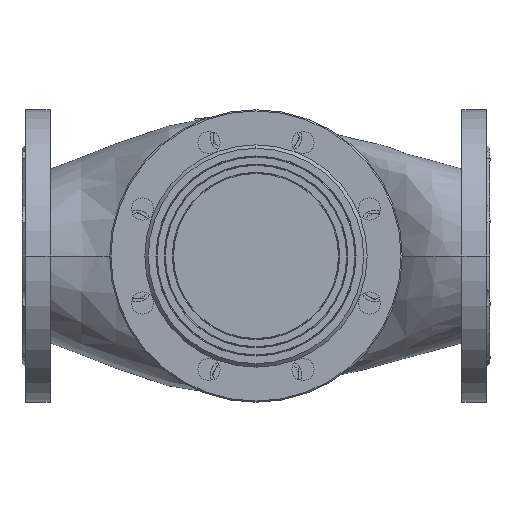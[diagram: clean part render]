
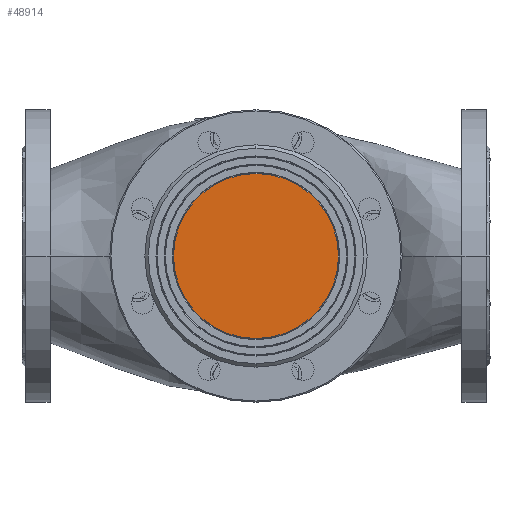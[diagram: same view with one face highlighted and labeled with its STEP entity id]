
A CAD part, front view. The second image highlights one B-rep face of the part: STEP entity #48914.
In plain terms, the highlighted planar face has unit normal (0, -1, 0).
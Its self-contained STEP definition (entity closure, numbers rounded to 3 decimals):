
#2239 = CARTESIAN_POINT ( 'NONE',  ( 0., -377.233, -70.5 ) ) ;
#7547 = VERTEX_POINT ( 'NONE', #20915 ) ;
#16537 = DIRECTION ( 'NONE',  ( 0., 0., 1. ) ) ;
#19378 = PLANE ( 'NONE',  #40086 ) ;
#20915 = CARTESIAN_POINT ( 'NONE',  ( 0., -377.233, 70.5 ) ) ;
#21997 = AXIS2_PLACEMENT_3D ( 'NONE', #43472, #34898, #47811 ) ;
#27792 = DIRECTION ( 'NONE',  ( 0., 0., -1. ) ) ;
#28186 = VERTEX_POINT ( 'NONE', #2239 ) ;
#32249 = CIRCLE ( 'NONE', #42435, 70.5 ) ;
#33354 = EDGE_CURVE ( 'NONE', #28186, #7547, #32249, .T. ) ;
#34898 = DIRECTION ( 'NONE',  ( 0., -1., 0. ) ) ;
#35663 = FACE_OUTER_BOUND ( 'NONE', #38129, .T. ) ;
#36120 = CIRCLE ( 'NONE', #21997, 70.5 ) ;
#37534 = EDGE_CURVE ( 'NONE', #7547, #28186, #36120, .T. ) ;
#38129 = EDGE_LOOP ( 'NONE', ( #46921, #42721 ) ) ;
#40086 = AXIS2_PLACEMENT_3D ( 'NONE', #48517, #53108, #27792 ) ;
#41505 = CARTESIAN_POINT ( 'NONE',  ( 0., -377.233, 0. ) ) ;
#42435 = AXIS2_PLACEMENT_3D ( 'NONE', #41505, #45499, #16537 ) ;
#42721 = ORIENTED_EDGE ( 'NONE', *, *, #37534, .T. ) ;
#43472 = CARTESIAN_POINT ( 'NONE',  ( 0., -377.233, 0. ) ) ;
#45499 = DIRECTION ( 'NONE',  ( 0., -1., 0. ) ) ;
#46921 = ORIENTED_EDGE ( 'NONE', *, *, #33354, .T. ) ;
#47811 = DIRECTION ( 'NONE',  ( 0., 0., 1. ) ) ;
#48517 = CARTESIAN_POINT ( 'NONE',  ( -65., -377.233, 0. ) ) ;
#48914 = ADVANCED_FACE ( 'NONE', ( #35663 ), #19378, .F. ) ;
#53108 = DIRECTION ( 'NONE',  ( 0., 1., 0. ) ) ;
